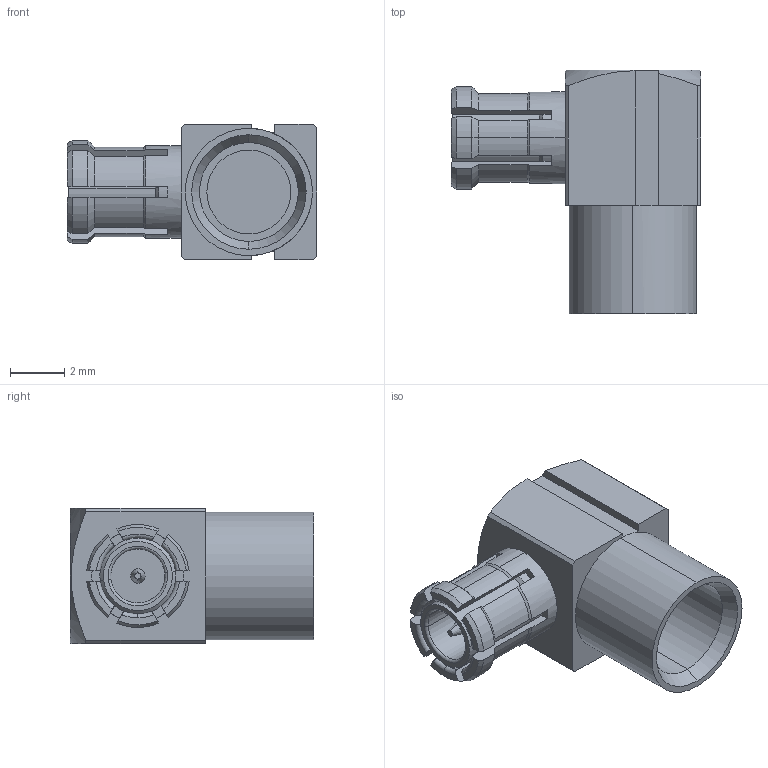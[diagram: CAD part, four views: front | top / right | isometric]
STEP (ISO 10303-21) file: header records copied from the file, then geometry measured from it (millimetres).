
FILE_DESCRIPTION (( 'STEP AP214' ), '1' );
FILE_NAME ('ÑÖÍÊ.434521.065ÑÁ_Âèëêà+äëÿ ïîòðåáèòåëÿ.STEP', '2018-12-05T08:31:32', ( 'User' ), ( '' ), 'SwSTEP 2.0', 'SolidWorks 2016', '' );
FILE_SCHEMA (( 'AUTOMOTIVE_DESIGN' ));
Length unit declared in the file: millimetre
Products named in the file (1): ÑÖÍÊ.434521.065ÑÁ_Âèëêà+äëÿ ïîòðåáèòåëÿ
Bounding box: 9.2 x 9 x 5 mm (x, y, z)
Volume: 174.1 mm3; surface area: 375.3 mm2
Topology: 1 solids, 1 shells, 140 faces, 364 edges, 232 vertices
Faces by surface type: cylinder 48, plane 48, cone 35, torus 9
Entity records: 6107 total; most frequent: CARTESIAN_POINT 1102, DIRECTION 733, ORIENTED_EDGE 728, EDGE_CURVE 364, AXIS2_PLACEMENT_3D 288, VERTEX_POINT 232, LINE 157, VECTOR 157
